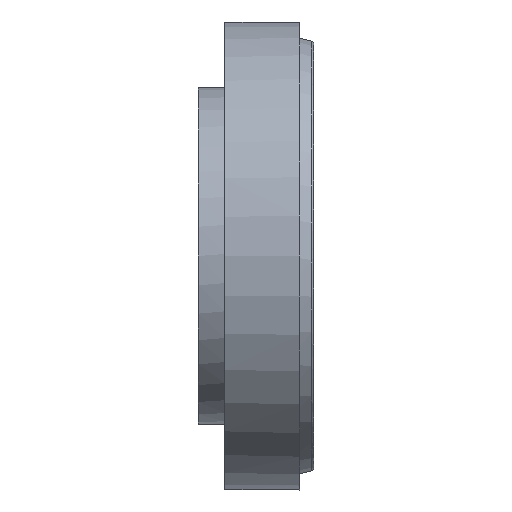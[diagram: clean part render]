
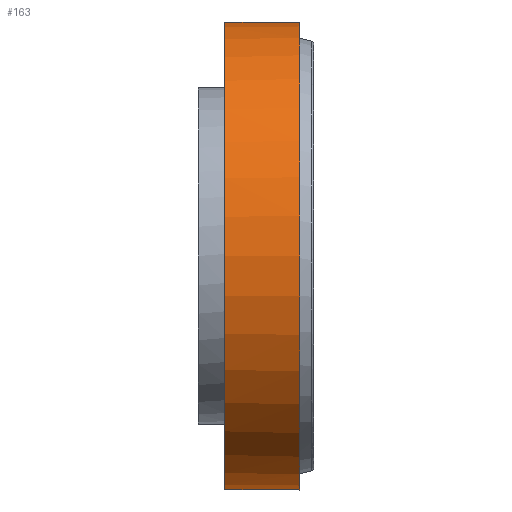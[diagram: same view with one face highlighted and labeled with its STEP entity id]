
A CAD part, left-side view. The second image highlights one B-rep face of the part: STEP entity #163.
In plain terms, the highlighted cylindrical face has radius 7.5 mm (diameter 15 mm), a partial arc.
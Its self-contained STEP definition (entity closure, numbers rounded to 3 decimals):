
#1 = DIRECTION ( 'NONE',  ( 0., 1., 0. ) ) ;
#16 = VECTOR ( 'NONE', #154, 1000. ) ;
#28 = VERTEX_POINT ( 'NONE', #166 ) ;
#30 = CARTESIAN_POINT ( 'NONE',  ( 5.584, 0.724, 24.993 ) ) ;
#53 = B_SPLINE_CURVE_WITH_KNOTS ( 'NONE', 3,
 ( #937, #1943, #175, #596, #1233, #1677 ),
 .UNSPECIFIED., .F., .F.,
 ( 4, 2, 4 ),
 ( 0., 0., 0. ),
 .UNSPECIFIED. ) ;
#54 = AXIS2_PLACEMENT_3D ( 'NONE', #586, #571, #269 ) ;
#59 = DIRECTION ( 'NONE',  ( 0., 0., 1. ) ) ;
#74 = ORIENTED_EDGE ( 'NONE', *, *, #1060, .T. ) ;
#93 = EDGE_CURVE ( 'NONE', #1115, #110, #53, .T. ) ;
#110 = VERTEX_POINT ( 'NONE', #1484 ) ;
#116 = AXIS2_PLACEMENT_3D ( 'NONE', #1265, #529, #1865 ) ;
#117 = EDGE_CURVE ( 'NONE', #941, #568, #577, .T. ) ;
#143 = DIRECTION ( 'NONE',  ( 0., -1., 0. ) ) ;
#154 = DIRECTION ( 'NONE',  ( 0., -1., 0. ) ) ;
#163 = ADVANCED_FACE ( 'NONE', ( #311 ), #1268, .T. ) ;
#166 = CARTESIAN_POINT ( 'NONE',  ( 5.377, 0.724, 24.771 ) ) ;
#169 = CARTESIAN_POINT ( 'NONE',  ( 0., -1.676, 30. ) ) ;
#174 = AXIS2_PLACEMENT_3D ( 'NONE', #1166, #1695, #351 ) ;
#175 = CARTESIAN_POINT ( 'NONE',  ( 7.382, 0.572, 28.672 ) ) ;
#190 = DIRECTION ( 'NONE',  ( 0., 0., 1. ) ) ;
#196 = VERTEX_POINT ( 'NONE', #1386 ) ;
#241 = LINE ( 'NONE', #708, #1053 ) ;
#269 = DIRECTION ( 'NONE',  ( 0., 0., 1. ) ) ;
#279 = CARTESIAN_POINT ( 'NONE',  ( 7.355, 0.68, 28.533 ) ) ;
#299 = DIRECTION ( 'NONE',  ( 0., -1., 0. ) ) ;
#302 = DIRECTION ( 'NONE',  ( 0., -1., 0. ) ) ;
#305 = VERTEX_POINT ( 'NONE', #498 ) ;
#311 = FACE_OUTER_BOUND ( 'NONE', #484, .T. ) ;
#325 = CIRCLE ( 'NONE', #1515, 7.5 ) ;
#341 = AXIS2_PLACEMENT_3D ( 'NONE', #344, #497, #190 ) ;
#344 = CARTESIAN_POINT ( 'NONE',  ( 0., -1.676, 30. ) ) ;
#347 = CARTESIAN_POINT ( 'NONE',  ( 7.343, 0.724, 28.471 ) ) ;
#348 = DIRECTION ( 'NONE',  ( 0., 1., 0. ) ) ;
#351 = DIRECTION ( 'NONE',  ( 0., 0., 1. ) ) ;
#366 = CARTESIAN_POINT ( 'NONE',  ( 7.362, 0.674, 28.568 ) ) ;
#390 = EDGE_CURVE ( 'NONE', #941, #1909, #575, .T. ) ;
#461 = LINE ( 'NONE', #1047, #1160 ) ;
#484 = EDGE_LOOP ( 'NONE', ( #1577, #1802, #74, #1289, #1050, #516, #1262, #1440, #1454, #1859, #699, #1793, #1206, #1896 ) ) ;
#497 = DIRECTION ( 'NONE',  ( 0., 1., 0. ) ) ;
#498 = CARTESIAN_POINT ( 'NONE',  ( 5.37, 0.374, 35.236 ) ) ;
#500 = CARTESIAN_POINT ( 'NONE',  ( 0., 0.374, 30. ) ) ;
#510 = CIRCLE ( 'NONE', #54, 7.5 ) ;
#516 = ORIENTED_EDGE ( 'NONE', *, *, #93, .T. ) ;
#529 = DIRECTION ( 'NONE',  ( 0., -1., 0. ) ) ;
#568 = VERTEX_POINT ( 'NONE', #592 ) ;
#571 = DIRECTION ( 'NONE',  ( 0., 1., 0. ) ) ;
#575 = CIRCLE ( 'NONE', #1807, 7.5 ) ;
#577 = LINE ( 'NONE', #30, #627 ) ;
#586 = CARTESIAN_POINT ( 'NONE',  ( 0., 0.724, 30. ) ) ;
#592 = CARTESIAN_POINT ( 'NONE',  ( 5.584, 0.724, 24.993 ) ) ;
#596 = CARTESIAN_POINT ( 'NONE',  ( 7.397, 0.631, 28.759 ) ) ;
#603 = DIRECTION ( 'NONE',  ( 0., 0., 1. ) ) ;
#613 = EDGE_CURVE ( 'NONE', #196, #305, #1083, .T. ) ;
#615 = VERTEX_POINT ( 'NONE', #1561 ) ;
#627 = VECTOR ( 'NONE', #1, 1000. ) ;
#644 = B_SPLINE_CURVE_WITH_KNOTS ( 'NONE', 3,
 ( #1788, #1629, #730, #886, #737, #279, #880, #894, #1327, #1771 ),
 .UNSPECIFIED., .F., .F.,
 ( 4, 3, 3, 4 ),
 ( 0., 0., 0., 0. ),
 .UNSPECIFIED. ) ;
#664 = VERTEX_POINT ( 'NONE', #366 ) ;
#667 = DIRECTION ( 'NONE',  ( 0., -1., 0. ) ) ;
#682 = CARTESIAN_POINT ( 'NONE',  ( 7.49, 0.724, 29.609 ) ) ;
#684 = CARTESIAN_POINT ( 'NONE',  ( 7.49, -1.676, 30.391 ) ) ;
#687 = VERTEX_POINT ( 'NONE', #347 ) ;
#699 = ORIENTED_EDGE ( 'NONE', *, *, #613, .T. ) ;
#708 = CARTESIAN_POINT ( 'NONE',  ( 5.37, 0.374, 35.236 ) ) ;
#730 = CARTESIAN_POINT ( 'NONE',  ( 7.347, 0.702, 28.493 ) ) ;
#737 = CARTESIAN_POINT ( 'NONE',  ( 7.352, 0.686, 28.518 ) ) ;
#835 = EDGE_CURVE ( 'NONE', #664, #1115, #1609, .T. ) ;
#849 = DIRECTION ( 'NONE',  ( 0., 1., 0. ) ) ;
#880 = CARTESIAN_POINT ( 'NONE',  ( 7.358, 0.677, 28.548 ) ) ;
#886 = CARTESIAN_POINT ( 'NONE',  ( 7.35, 0.694, 28.505 ) ) ;
#894 = CARTESIAN_POINT ( 'NONE',  ( 7.359, 0.676, 28.554 ) ) ;
#921 = EDGE_CURVE ( 'NONE', #615, #1487, #325, .T. ) ;
#932 = CARTESIAN_POINT ( 'NONE',  ( 7.362, -1.676, 28.568 ) ) ;
#937 = CARTESIAN_POINT ( 'NONE',  ( 7.362, 0.559, 28.568 ) ) ;
#941 = VERTEX_POINT ( 'NONE', #1885 ) ;
#957 = VECTOR ( 'NONE', #1260, 1000. ) ;
#1001 = LINE ( 'NONE', #684, #957 ) ;
#1032 = EDGE_CURVE ( 'NONE', #615, #196, #1001, .T. ) ;
#1041 = LINE ( 'NONE', #1109, #1384 ) ;
#1047 = CARTESIAN_POINT ( 'NONE',  ( 5.377, 0.374, 24.771 ) ) ;
#1050 = ORIENTED_EDGE ( 'NONE', *, *, #835, .T. ) ;
#1053 = VECTOR ( 'NONE', #849, 1000. ) ;
#1054 = CARTESIAN_POINT ( 'NONE',  ( 7.49, -1.676, 29.609 ) ) ;
#1060 = EDGE_CURVE ( 'NONE', #568, #687, #1851, .T. ) ;
#1083 = CIRCLE ( 'NONE', #174, 7.5 ) ;
#1109 = CARTESIAN_POINT ( 'NONE',  ( 7.49, -1.676, 29.609 ) ) ;
#1115 = VERTEX_POINT ( 'NONE', #1855 ) ;
#1160 = VECTOR ( 'NONE', #143, 1000. ) ;
#1166 = CARTESIAN_POINT ( 'NONE',  ( 0., 0.374, 30. ) ) ;
#1206 = ORIENTED_EDGE ( 'NONE', *, *, #1479, .T. ) ;
#1233 = CARTESIAN_POINT ( 'NONE',  ( 7.402, 0.674, 28.793 ) ) ;
#1253 = CARTESIAN_POINT ( 'NONE',  ( 5.377, 0.374, 24.771 ) ) ;
#1260 = DIRECTION ( 'NONE',  ( 0., 1., 0. ) ) ;
#1262 = ORIENTED_EDGE ( 'NONE', *, *, #1320, .F. ) ;
#1265 = CARTESIAN_POINT ( 'NONE',  ( 0., 0.724, 30. ) ) ;
#1268 = CYLINDRICAL_SURFACE ( 'NONE', #341, 7.5 ) ;
#1289 = ORIENTED_EDGE ( 'NONE', *, *, #1330, .T. ) ;
#1320 = EDGE_CURVE ( 'NONE', #1401, #110, #510, .T. ) ;
#1327 = CARTESIAN_POINT ( 'NONE',  ( 7.361, 0.675, 28.561 ) ) ;
#1330 = EDGE_CURVE ( 'NONE', #687, #664, #644, .T. ) ;
#1384 = VECTOR ( 'NONE', #667, 1000. ) ;
#1386 = CARTESIAN_POINT ( 'NONE',  ( 7.49, 0.374, 30.391 ) ) ;
#1391 = EDGE_CURVE ( 'NONE', #305, #1602, #241, .T. ) ;
#1401 = VERTEX_POINT ( 'NONE', #682 ) ;
#1439 = AXIS2_PLACEMENT_3D ( 'NONE', #1798, #302, #603 ) ;
#1440 = ORIENTED_EDGE ( 'NONE', *, *, #1945, .T. ) ;
#1454 = ORIENTED_EDGE ( 'NONE', *, *, #921, .F. ) ;
#1479 = EDGE_CURVE ( 'NONE', #1602, #28, #1530, .T. ) ;
#1484 = CARTESIAN_POINT ( 'NONE',  ( 7.405, 0.724, 28.811 ) ) ;
#1487 = VERTEX_POINT ( 'NONE', #1054 ) ;
#1495 = CARTESIAN_POINT ( 'NONE',  ( 5.37, 0.724, 35.236 ) ) ;
#1515 = AXIS2_PLACEMENT_3D ( 'NONE', #169, #299, #59 ) ;
#1530 = CIRCLE ( 'NONE', #1439, 7.5 ) ;
#1548 = EDGE_CURVE ( 'NONE', #28, #1909, #461, .T. ) ;
#1561 = CARTESIAN_POINT ( 'NONE',  ( 7.49, -1.676, 30.391 ) ) ;
#1577 = ORIENTED_EDGE ( 'NONE', *, *, #390, .F. ) ;
#1602 = VERTEX_POINT ( 'NONE', #1495 ) ;
#1609 = LINE ( 'NONE', #932, #16 ) ;
#1629 = CARTESIAN_POINT ( 'NONE',  ( 7.345, 0.712, 28.481 ) ) ;
#1677 = CARTESIAN_POINT ( 'NONE',  ( 7.405, 0.724, 28.811 ) ) ;
#1689 = DIRECTION ( 'NONE',  ( 0., 0., 1. ) ) ;
#1695 = DIRECTION ( 'NONE',  ( 0., -1., 0. ) ) ;
#1771 = CARTESIAN_POINT ( 'NONE',  ( 7.362, 0.674, 28.568 ) ) ;
#1788 = CARTESIAN_POINT ( 'NONE',  ( 7.343, 0.724, 28.471 ) ) ;
#1793 = ORIENTED_EDGE ( 'NONE', *, *, #1391, .T. ) ;
#1798 = CARTESIAN_POINT ( 'NONE',  ( 0., 0.724, 30. ) ) ;
#1802 = ORIENTED_EDGE ( 'NONE', *, *, #117, .T. ) ;
#1807 = AXIS2_PLACEMENT_3D ( 'NONE', #500, #348, #1689 ) ;
#1851 = CIRCLE ( 'NONE', #116, 7.5 ) ;
#1855 = CARTESIAN_POINT ( 'NONE',  ( 7.362, 0.559, 28.568 ) ) ;
#1859 = ORIENTED_EDGE ( 'NONE', *, *, #1032, .T. ) ;
#1865 = DIRECTION ( 'NONE',  ( 0., 0., 1. ) ) ;
#1885 = CARTESIAN_POINT ( 'NONE',  ( 5.584, 0.374, 24.993 ) ) ;
#1896 = ORIENTED_EDGE ( 'NONE', *, *, #1548, .T. ) ;
#1909 = VERTEX_POINT ( 'NONE', #1253 ) ;
#1943 = CARTESIAN_POINT ( 'NONE',  ( 7.372, 0.558, 28.62 ) ) ;
#1945 = EDGE_CURVE ( 'NONE', #1401, #1487, #1041, .T. ) ;
